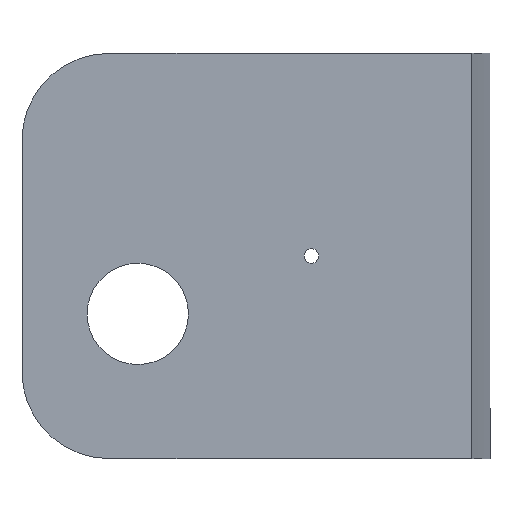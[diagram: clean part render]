
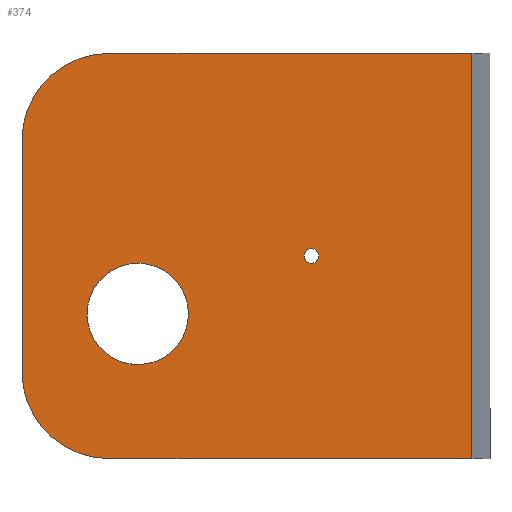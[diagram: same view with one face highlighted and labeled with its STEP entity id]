
A CAD part, front view. The second image highlights one B-rep face of the part: STEP entity #374.
In plain terms, the highlighted planar face has unit normal (0, -1, 0).
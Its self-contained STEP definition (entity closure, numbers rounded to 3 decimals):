
#6 = AXIS2_PLACEMENT_3D ( 'NONE', #290, #358, #249 ) ;
#11 = VECTOR ( 'NONE', #356, 1000. ) ;
#13 = CARTESIAN_POINT ( 'NONE',  ( -54., 11., 3. ) ) ;
#16 = DIRECTION ( 'NONE',  ( 0., 0., 1. ) ) ;
#21 = CARTESIAN_POINT ( 'NONE',  ( -54., 11., 14. ) ) ;
#32 = CARTESIAN_POINT ( 'NONE',  ( -50., 11., 6.75 ) ) ;
#33 = DIRECTION ( 'NONE',  ( 0., 1., 0. ) ) ;
#34 = ORIENTED_EDGE ( 'NONE', *, *, #46, .F. ) ;
#41 = CARTESIAN_POINT ( 'NONE',  ( -50., 11., 5. ) ) ;
#45 = ORIENTED_EDGE ( 'NONE', *, *, #434, .T. ) ;
#46 = EDGE_CURVE ( 'NONE', #126, #355, #324, .T. ) ;
#52 = ORIENTED_EDGE ( 'NONE', *, *, #207, .T. ) ;
#54 = VERTEX_POINT ( 'NONE', #217 ) ;
#55 = CARTESIAN_POINT ( 'NONE',  ( -44., 11., 7.25 ) ) ;
#56 = CARTESIAN_POINT ( 'NONE',  ( -38.458, 11., 0. ) ) ;
#59 = DIRECTION ( 'NONE',  ( 0., 1., 0. ) ) ;
#71 = CARTESIAN_POINT ( 'NONE',  ( -51., 11., 0. ) ) ;
#79 = EDGE_CURVE ( 'NONE', #450, #54, #160, .T. ) ;
#83 = FACE_BOUND ( 'NONE', #154, .T. ) ;
#87 = AXIS2_PLACEMENT_3D ( 'NONE', #433, #321, #252 ) ;
#93 = VERTEX_POINT ( 'NONE', #361 ) ;
#101 = CIRCLE ( 'NONE', #424, 3. ) ;
#103 = AXIS2_PLACEMENT_3D ( 'NONE', #157, #59, #16 ) ;
#106 = CIRCLE ( 'NONE', #348, 1.75 ) ;
#116 = EDGE_CURVE ( 'NONE', #143, #311, #208, .T. ) ;
#120 = ORIENTED_EDGE ( 'NONE', *, *, #130, .F. ) ;
#122 = CARTESIAN_POINT ( 'NONE',  ( -44., 11., 7. ) ) ;
#126 = VERTEX_POINT ( 'NONE', #56 ) ;
#129 = EDGE_LOOP ( 'NONE', ( #45, #364, #34, #145, #52, #242 ) ) ;
#130 = EDGE_CURVE ( 'NONE', #148, #93, #453, .T. ) ;
#143 = VERTEX_POINT ( 'NONE', #359 ) ;
#145 = ORIENTED_EDGE ( 'NONE', *, *, #409, .F. ) ;
#148 = VERTEX_POINT ( 'NONE', #55 ) ;
#151 = CARTESIAN_POINT ( 'NONE',  ( 72.001, 11., 0. ) ) ;
#154 = EDGE_LOOP ( 'NONE', ( #175, #285 ) ) ;
#156 = DIRECTION ( 'NONE',  ( 0., 1., 0. ) ) ;
#157 = CARTESIAN_POINT ( 'NONE',  ( -50., 11., 5. ) ) ;
#160 = CIRCLE ( 'NONE', #6, 3. ) ;
#175 = ORIENTED_EDGE ( 'NONE', *, *, #116, .T. ) ;
#178 = VECTOR ( 'NONE', #302, 1000. ) ;
#179 = LINE ( 'NONE', #400, #313 ) ;
#187 = DIRECTION ( 'NONE',  ( -1., 0., 0. ) ) ;
#188 = EDGE_CURVE ( 'NONE', #311, #143, #106, .T. ) ;
#205 = DIRECTION ( 'NONE',  ( 0., 0., 1. ) ) ;
#207 = EDGE_CURVE ( 'NONE', #331, #450, #179, .T. ) ;
#208 = CIRCLE ( 'NONE', #103, 1.75 ) ;
#213 = AXIS2_PLACEMENT_3D ( 'NONE', #327, #156, #394 ) ;
#217 = CARTESIAN_POINT ( 'NONE',  ( -54., 11., 11. ) ) ;
#219 = CARTESIAN_POINT ( 'NONE',  ( -38.458, 11., 14. ) ) ;
#232 = LINE ( 'NONE', #21, #178 ) ;
#241 = CIRCLE ( 'NONE', #403, 0.25 ) ;
#242 = ORIENTED_EDGE ( 'NONE', *, *, #79, .T. ) ;
#249 = DIRECTION ( 'NONE',  ( 0., 0., 1. ) ) ;
#252 = DIRECTION ( 'NONE',  ( 0., 0., -1. ) ) ;
#257 = FACE_BOUND ( 'NONE', #401, .T. ) ;
#264 = LINE ( 'NONE', #423, #416 ) ;
#273 = ORIENTED_EDGE ( 'NONE', *, *, #379, .F. ) ;
#285 = ORIENTED_EDGE ( 'NONE', *, *, #188, .T. ) ;
#290 = CARTESIAN_POINT ( 'NONE',  ( -51., 11., 11. ) ) ;
#300 = DIRECTION ( 'NONE',  ( 0., 0., 1. ) ) ;
#302 = DIRECTION ( 'NONE',  ( 0., 0., -1. ) ) ;
#308 = CARTESIAN_POINT ( 'NONE',  ( -51., 11., 3. ) ) ;
#311 = VERTEX_POINT ( 'NONE', #32 ) ;
#312 = EDGE_CURVE ( 'NONE', #385, #355, #101, .T. ) ;
#313 = VECTOR ( 'NONE', #187, 1000. ) ;
#321 = DIRECTION ( 'NONE',  ( 0., -1., 0. ) ) ;
#322 = DIRECTION ( 'NONE',  ( 0., -1., 0. ) ) ;
#324 = LINE ( 'NONE', #151, #11 ) ;
#327 = CARTESIAN_POINT ( 'NONE',  ( 72.001, 11., 14. ) ) ;
#328 = DIRECTION ( 'NONE',  ( 0., 0., -1. ) ) ;
#331 = VERTEX_POINT ( 'NONE', #219 ) ;
#342 = FACE_OUTER_BOUND ( 'NONE', #129, .T. ) ;
#346 = DIRECTION ( 'NONE',  ( 0., -1., 0. ) ) ;
#348 = AXIS2_PLACEMENT_3D ( 'NONE', #41, #33, #300 ) ;
#355 = VERTEX_POINT ( 'NONE', #71 ) ;
#356 = DIRECTION ( 'NONE',  ( -1., 0., 0. ) ) ;
#358 = DIRECTION ( 'NONE',  ( 0., -1., 0. ) ) ;
#359 = CARTESIAN_POINT ( 'NONE',  ( -50., 11., 3.25 ) ) ;
#361 = CARTESIAN_POINT ( 'NONE',  ( -44., 11., 6.75 ) ) ;
#364 = ORIENTED_EDGE ( 'NONE', *, *, #312, .T. ) ;
#374 = ADVANCED_FACE ( 'NONE', ( #257, #83, #342 ), #388, .F. ) ;
#379 = EDGE_CURVE ( 'NONE', #93, #148, #241, .T. ) ;
#385 = VERTEX_POINT ( 'NONE', #13 ) ;
#388 = PLANE ( 'NONE',  #213 ) ;
#394 = DIRECTION ( 'NONE',  ( 0., 0., 1. ) ) ;
#396 = DIRECTION ( 'NONE',  ( 0., 0., -1. ) ) ;
#400 = CARTESIAN_POINT ( 'NONE',  ( 72.001, 11., 14. ) ) ;
#401 = EDGE_LOOP ( 'NONE', ( #273, #120 ) ) ;
#402 = CARTESIAN_POINT ( 'NONE',  ( -51., 11., 14. ) ) ;
#403 = AXIS2_PLACEMENT_3D ( 'NONE', #122, #322, #396 ) ;
#409 = EDGE_CURVE ( 'NONE', #331, #126, #264, .T. ) ;
#416 = VECTOR ( 'NONE', #328, 1000. ) ;
#423 = CARTESIAN_POINT ( 'NONE',  ( -38.458, 11., 200. ) ) ;
#424 = AXIS2_PLACEMENT_3D ( 'NONE', #308, #346, #205 ) ;
#433 = CARTESIAN_POINT ( 'NONE',  ( -44., 11., 7. ) ) ;
#434 = EDGE_CURVE ( 'NONE', #54, #385, #232, .T. ) ;
#450 = VERTEX_POINT ( 'NONE', #402 ) ;
#453 = CIRCLE ( 'NONE', #87, 0.25 ) ;
